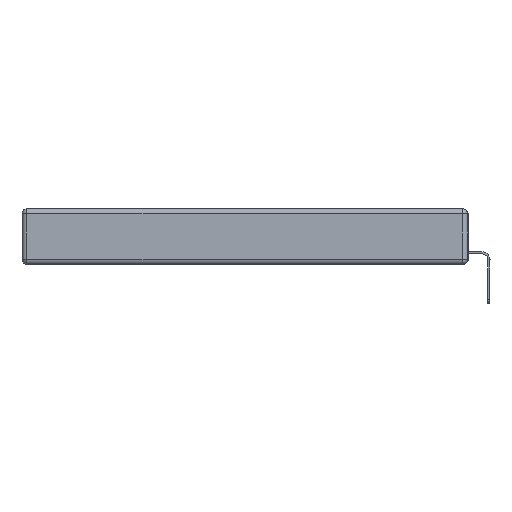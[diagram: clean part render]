
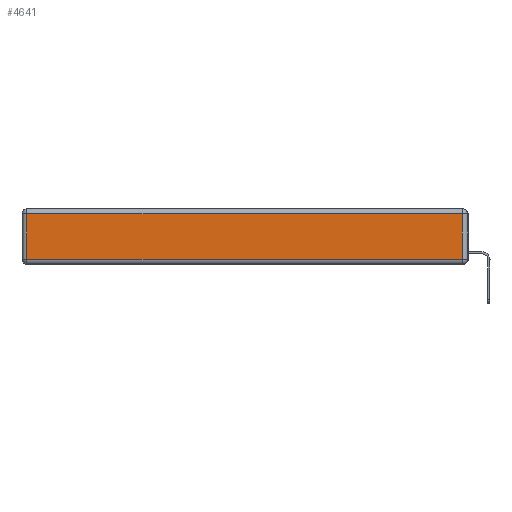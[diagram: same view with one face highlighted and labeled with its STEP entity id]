
A CAD part, left-side view. The second image highlights one B-rep face of the part: STEP entity #4641.
In plain terms, the highlighted planar face has unit normal (-1, 0, 0).
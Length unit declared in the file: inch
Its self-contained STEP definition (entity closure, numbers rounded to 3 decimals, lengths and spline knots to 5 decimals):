
#515 = ORIENTED_EDGE ( 'NONE', *, *, #4674, .T. ) ;
#894 = VERTEX_POINT ( 'NONE', #11253 ) ;
#1683 = EDGE_LOOP ( 'NONE', ( #515, #3234, #3508, #12242 ) ) ;
#2235 = VERTEX_POINT ( 'NONE', #7884 ) ;
#2546 = CARTESIAN_POINT ( 'NONE',  ( 0., 2.75, -0.03 ) ) ;
#3102 = DIRECTION ( 'NONE',  ( 0., 0., 1. ) ) ;
#3234 = ORIENTED_EDGE ( 'NONE', *, *, #4073, .T. ) ;
#3508 = ORIENTED_EDGE ( 'NONE', *, *, #6326, .T. ) ;
#4073 = EDGE_CURVE ( 'NONE', #6115, #5061, #5655, .T. ) ;
#4138 = DIRECTION ( 'NONE',  ( -1., 0., 0. ) ) ;
#4224 = CARTESIAN_POINT ( 'NONE',  ( 0., 0., -0.313 ) ) ;
#4641 = ADVANCED_FACE ( 'NONE', ( #5003 ), #7160, .T. ) ;
#4674 = EDGE_CURVE ( 'NONE', #2235, #6115, #11368, .T. ) ;
#5003 = FACE_OUTER_BOUND ( 'NONE', #1683, .T. ) ;
#5061 = VERTEX_POINT ( 'NONE', #5721 ) ;
#5594 = VECTOR ( 'NONE', #11763, 39.37008 ) ;
#5655 = LINE ( 'NONE', #12351, #6287 ) ;
#5721 = CARTESIAN_POINT ( 'NONE',  ( 0., 0.03, -0.03 ) ) ;
#6115 = VERTEX_POINT ( 'NONE', #13005 ) ;
#6224 = LINE ( 'NONE', #10755, #10682 ) ;
#6287 = VECTOR ( 'NONE', #8420, 39.37008 ) ;
#6326 = EDGE_CURVE ( 'NONE', #5061, #894, #9714, .T. ) ;
#6360 = EDGE_CURVE ( 'NONE', #894, #2235, #6224, .T. ) ;
#7160 = PLANE ( 'NONE',  #10491 ) ;
#7884 = CARTESIAN_POINT ( 'NONE',  ( 0., 2.72, -0.313 ) ) ;
#8420 = DIRECTION ( 'NONE',  ( 0., 0., 1. ) ) ;
#8809 = VECTOR ( 'NONE', #10242, 39.37008 ) ;
#9189 = CARTESIAN_POINT ( 'NONE',  ( 0., 0., -0.343 ) ) ;
#9714 = LINE ( 'NONE', #2546, #5594 ) ;
#9768 = DIRECTION ( 'NONE',  ( 0., 0., -1. ) ) ;
#10242 = DIRECTION ( 'NONE',  ( 0., -1., 0. ) ) ;
#10491 = AXIS2_PLACEMENT_3D ( 'NONE', #9189, #4138, #3102 ) ;
#10682 = VECTOR ( 'NONE', #9768, 39.37008 ) ;
#10755 = CARTESIAN_POINT ( 'NONE',  ( 0., 2.72, -0.343 ) ) ;
#11253 = CARTESIAN_POINT ( 'NONE',  ( 0., 2.72, -0.03 ) ) ;
#11368 = LINE ( 'NONE', #4224, #8809 ) ;
#11763 = DIRECTION ( 'NONE',  ( 0., 1., 0. ) ) ;
#12242 = ORIENTED_EDGE ( 'NONE', *, *, #6360, .T. ) ;
#12351 = CARTESIAN_POINT ( 'NONE',  ( 0., 0.03, -0.343 ) ) ;
#13005 = CARTESIAN_POINT ( 'NONE',  ( 0., 0.03, -0.313 ) ) ;
